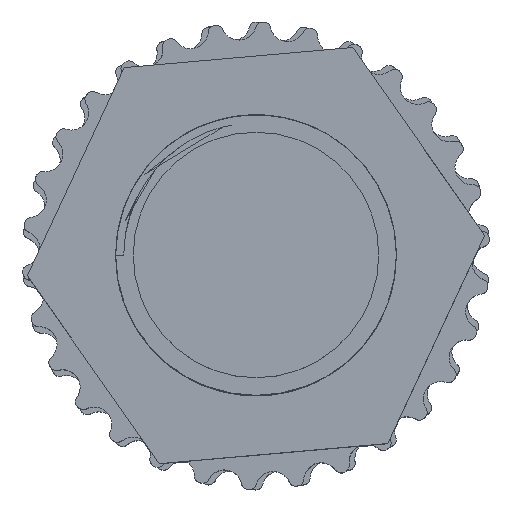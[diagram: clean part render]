
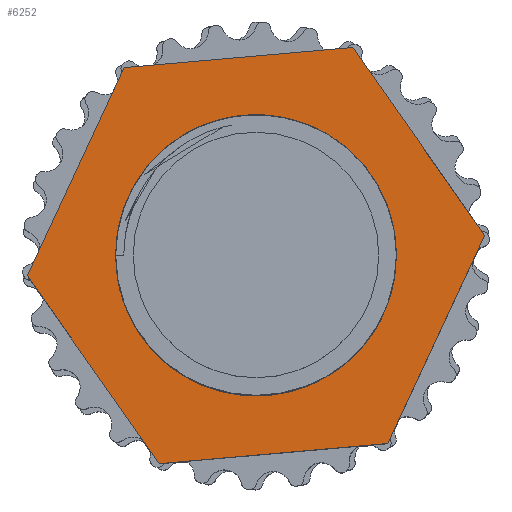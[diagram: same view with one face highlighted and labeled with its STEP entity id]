
A CAD part, top view. The second image highlights one B-rep face of the part: STEP entity #6252.
In plain terms, the highlighted face is planar.
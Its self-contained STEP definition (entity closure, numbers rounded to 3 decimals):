
#148=DIRECTION('',(-0.488,0.873,0.));
#149=VECTOR('',#148,9.815);
#150=CARTESIAN_POINT('',(9.814,-0.139,0.));
#151=LINE('',#150,#149);
#152=DIRECTION('',(-1.,0.014,0.));
#153=VECTOR('',#152,9.815);
#154=CARTESIAN_POINT('',(5.027,8.43,0.));
#155=LINE('',#154,#153);
#156=DIRECTION('',(-0.512,-0.859,0.));
#157=VECTOR('',#156,9.815);
#158=CARTESIAN_POINT('',(-4.786,8.569,0.));
#159=LINE('',#158,#157);
#160=DIRECTION('',(0.488,-0.873,0.));
#161=VECTOR('',#160,9.815);
#162=CARTESIAN_POINT('',(-9.814,0.139,0.));
#163=LINE('',#162,#161);
#164=DIRECTION('',(1.,-0.014,0.));
#165=VECTOR('',#164,9.815);
#166=CARTESIAN_POINT('',(-5.027,-8.43,0.));
#167=LINE('',#166,#165);
#168=DIRECTION('',(0.512,0.859,0.));
#169=VECTOR('',#168,9.815);
#170=CARTESIAN_POINT('',(4.786,-8.569,0.));
#171=LINE('',#170,#169);
#172=CARTESIAN_POINT('',(0.,0.,0.));
#173=DIRECTION('',(0.,0.,-1.));
#174=DIRECTION('',(-1.,0.,0.));
#175=AXIS2_PLACEMENT_3D('',#172,#173,#174);
#177=CARTESIAN_POINT('',(0.,0.,0.));
#178=DIRECTION('',(0.,0.,-1.));
#179=DIRECTION('',(1.,0.,0.));
#180=AXIS2_PLACEMENT_3D('',#177,#178,#179);
#5340=CARTESIAN_POINT('',(-9.814,0.139,0.));
#5341=CARTESIAN_POINT('',(-5.027,-8.43,0.));
#5342=VERTEX_POINT('',#5340);
#5343=VERTEX_POINT('',#5341);
#5350=CARTESIAN_POINT('',(9.814,-0.139,0.));
#5351=CARTESIAN_POINT('',(5.027,8.43,0.));
#5352=VERTEX_POINT('',#5350);
#5353=VERTEX_POINT('',#5351);
#5354=CARTESIAN_POINT('',(-4.786,8.569,0.));
#5355=VERTEX_POINT('',#5354);
#5356=CARTESIAN_POINT('',(4.786,-8.569,0.));
#5357=VERTEX_POINT('',#5356);
#5358=CARTESIAN_POINT('',(-6.,0.,0.));
#5359=CARTESIAN_POINT('',(6.,0.,0.));
#5360=VERTEX_POINT('',#5358);
#5361=VERTEX_POINT('',#5359);
#6228=CARTESIAN_POINT('',(0.,0.,0.));
#6229=DIRECTION('',(0.,0.,1.));
#6230=DIRECTION('',(1.,0.,0.));
#6231=AXIS2_PLACEMENT_3D('',#6228,#6229,#6230);
#6232=PLANE('',#6231);
#6234=ORIENTED_EDGE('',*,*,#6233,.T.);
#6236=ORIENTED_EDGE('',*,*,#6235,.T.);
#6238=ORIENTED_EDGE('',*,*,#6237,.T.);
#6239=ORIENTED_EDGE('',*,*,#6211,.T.);
#6241=ORIENTED_EDGE('',*,*,#6240,.T.);
#6243=ORIENTED_EDGE('',*,*,#6242,.T.);
#6244=EDGE_LOOP('',(#6234,#6236,#6238,#6239,#6241,#6243));
#6245=FACE_OUTER_BOUND('',#6244,.F.);
#6247=ORIENTED_EDGE('',*,*,#6246,.T.);
#6249=ORIENTED_EDGE('',*,*,#6248,.T.);
#6250=EDGE_LOOP('',(#6247,#6249));
#6251=FACE_BOUND('',#6250,.F.);
#176=CIRCLE('',#175,6.);
#181=CIRCLE('',#180,6.);
#6211=EDGE_CURVE('',#5342,#5343,#163,.T.);
#6233=EDGE_CURVE('',#5352,#5353,#151,.T.);
#6235=EDGE_CURVE('',#5353,#5355,#155,.T.);
#6237=EDGE_CURVE('',#5355,#5342,#159,.T.);
#6240=EDGE_CURVE('',#5343,#5357,#167,.T.);
#6242=EDGE_CURVE('',#5357,#5352,#171,.T.);
#6246=EDGE_CURVE('',#5360,#5361,#176,.T.);
#6248=EDGE_CURVE('',#5361,#5360,#181,.T.);
#6252=ADVANCED_FACE('',(#6245,#6251),#6232,.F.);
